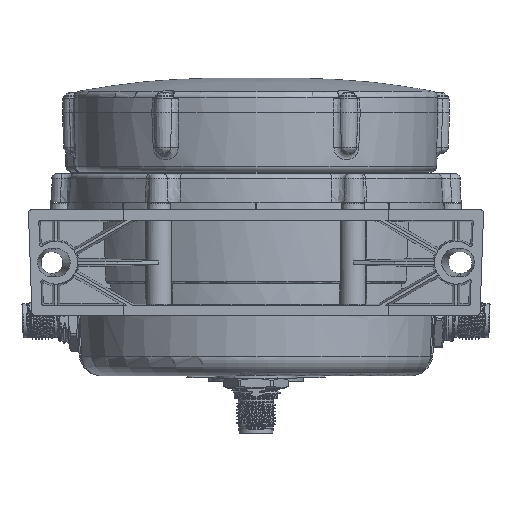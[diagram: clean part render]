
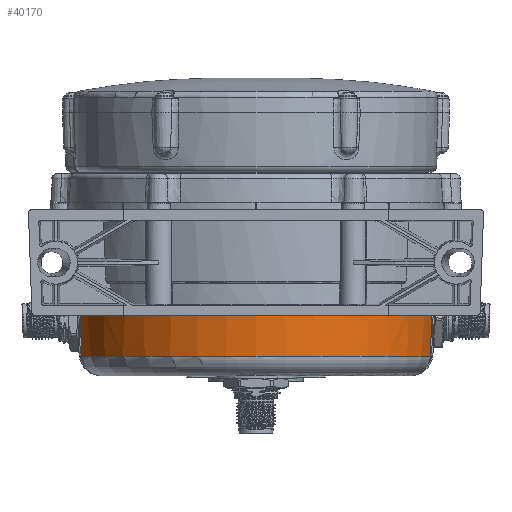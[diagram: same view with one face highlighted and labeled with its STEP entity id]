
A CAD part, front view. The second image highlights one B-rep face of the part: STEP entity #40170.
In plain terms, the highlighted conical face has half-angle 2 degrees and reference radius 56.425 mm.
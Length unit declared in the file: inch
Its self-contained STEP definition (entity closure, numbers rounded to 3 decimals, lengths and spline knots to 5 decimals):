
#336=(
BOUNDED_CURVE()
B_SPLINE_CURVE(2,(#80225,#80226,#80227),.UNSPECIFIED.,.F.,.F.)
B_SPLINE_CURVE_WITH_KNOTS((3,3),(-3.19972,-2.29215),
 .UNSPECIFIED.)
CURVE()
GEOMETRIC_REPRESENTATION_ITEM()
RATIONAL_B_SPLINE_CURVE((1.,1.,1.))
REPRESENTATION_ITEM('')
);
#337=(
BOUNDED_CURVE()
B_SPLINE_CURVE(2,(#80433,#80434,#80435),.UNSPECIFIED.,.F.,.F.)
B_SPLINE_CURVE_WITH_KNOTS((3,3),(-2.38338,-1.47581),
 .UNSPECIFIED.)
CURVE()
GEOMETRIC_REPRESENTATION_ITEM()
RATIONAL_B_SPLINE_CURVE((1.,1.,1.))
REPRESENTATION_ITEM('')
);
#338=(
BOUNDED_CURVE()
B_SPLINE_CURVE(2,(#81518,#81519,#81520),.UNSPECIFIED.,.F.,.F.)
B_SPLINE_CURVE_WITH_KNOTS((3,3),(1.87961,4.15234),
 .UNSPECIFIED.)
CURVE()
GEOMETRIC_REPRESENTATION_ITEM()
RATIONAL_B_SPLINE_CURVE((1.,1.,1.))
REPRESENTATION_ITEM('')
);
#339=(
BOUNDED_CURVE()
B_SPLINE_CURVE(2,(#81523,#81524,#81525),.UNSPECIFIED.,.F.,.F.)
B_SPLINE_CURVE_WITH_KNOTS((3,3),(0.,2.27274),.UNSPECIFIED.)
CURVE()
GEOMETRIC_REPRESENTATION_ITEM()
RATIONAL_B_SPLINE_CURVE((1.,1.,1.))
REPRESENTATION_ITEM('')
);
#2230=CONICAL_SURFACE('',#42800,2.22147,0.035);
#2747=FACE_OUTER_BOUND('',#5053,.T.);
#5053=EDGE_LOOP('',(#27597,#27598,#27599,#27600,#27601,#27602,#27603,#27604,
#27605,#27606));
#7444=CIRCLE('',#42736,2.22398);
#7459=CIRCLE('',#42772,2.22398);
#7474=CIRCLE('',#42801,2.21047);
#7475=CIRCLE('',#42802,2.19295);
#9093=B_SPLINE_CURVE_WITH_KNOTS('',3,(#81491,#81492,#81493,#81494,#81495,
#81496,#81497,#81498,#81499,#81500,#81501,#81502),.UNSPECIFIED.,.F.,.F.,
(4,2,2,2,2,4),(-0.40011,-0.39823,-0.36166,
-0.32508,-0.29525,-0.26694),.UNSPECIFIED.);
#9094=B_SPLINE_CURVE_WITH_KNOTS('',3,(#81505,#81506,#81507,#81508,#81509,
#81510,#81511,#81512,#81513,#81514,#81515,#81516),.UNSPECIFIED.,.F.,.F.,
(4,2,2,2,2,4),(-0.26363,-0.23532,-0.2055,
-0.16892,-0.13234,-0.13047),.UNSPECIFIED.);
#16217=VERTEX_POINT('',#80222);
#16218=VERTEX_POINT('',#80224);
#16243=VERTEX_POINT('',#80431);
#16244=VERTEX_POINT('',#80432);
#16262=VERTEX_POINT('',#81155);
#16291=VERTEX_POINT('',#81243);
#16305=VERTEX_POINT('',#81490);
#16306=VERTEX_POINT('',#81503);
#16307=VERTEX_POINT('',#81517);
#16308=VERTEX_POINT('',#81521);
#20628=EDGE_CURVE('',#16218,#16217,#336,.T.);
#20657=EDGE_CURVE('',#16243,#16244,#337,.T.);
#20689=EDGE_CURVE('',#16262,#16243,#7444,.T.);
#20733=EDGE_CURVE('',#16217,#16291,#7459,.T.);
#20762=EDGE_CURVE('',#16305,#16244,#9093,.T.);
#20763=EDGE_CURVE('',#16305,#16306,#7474,.T.);
#20764=EDGE_CURVE('',#16218,#16306,#9094,.T.);
#20765=EDGE_CURVE('',#16291,#16307,#338,.T.);
#20766=EDGE_CURVE('',#16308,#16307,#7475,.T.);
#20767=EDGE_CURVE('',#16308,#16262,#339,.T.);
#27597=ORIENTED_EDGE('',*,*,#20689,.T.);
#27598=ORIENTED_EDGE('',*,*,#20657,.T.);
#27599=ORIENTED_EDGE('',*,*,#20762,.F.);
#27600=ORIENTED_EDGE('',*,*,#20763,.T.);
#27601=ORIENTED_EDGE('',*,*,#20764,.F.);
#27602=ORIENTED_EDGE('',*,*,#20628,.T.);
#27603=ORIENTED_EDGE('',*,*,#20733,.T.);
#27604=ORIENTED_EDGE('',*,*,#20765,.T.);
#27605=ORIENTED_EDGE('',*,*,#20766,.F.);
#27606=ORIENTED_EDGE('',*,*,#20767,.T.);
#40170=ADVANCED_FACE('',(#2747),#2230,.T.);
#42736=AXIS2_PLACEMENT_3D('',#81156,#46993,#46994);
#42772=AXIS2_PLACEMENT_3D('',#81244,#47088,#47089);
#42800=AXIS2_PLACEMENT_3D('',#81489,#47156,#47157);
#42801=AXIS2_PLACEMENT_3D('',#81504,#47158,#47159);
#42802=AXIS2_PLACEMENT_3D('',#81522,#47160,#47161);
#46993=DIRECTION('center_axis',(0.,0.,
-1.));
#46994=DIRECTION('ref_axis',(0.,1.,0.));
#47088=DIRECTION('center_axis',(0.,0.,
-1.));
#47089=DIRECTION('ref_axis',(0.,1.,0.));
#47156=DIRECTION('center_axis',(0.,0.,
1.));
#47157=DIRECTION('ref_axis',(0.,-1.,0.));
#47158=DIRECTION('center_axis',(0.,0.,
-1.));
#47159=DIRECTION('ref_axis',(0.,1.,0.));
#47160=DIRECTION('center_axis',(0.,0.,
-1.));
#47161=DIRECTION('ref_axis',(-1.,0.,0.));
#80222=CARTESIAN_POINT('',(-1.86601,-1.21,-1.365));
#80224=CARTESIAN_POINT('',(-1.85119,-1.21,-1.7207));
#80225=CARTESIAN_POINT('Ctrl Pts',(-1.85119,-1.21,-1.7207));
#80226=CARTESIAN_POINT('Ctrl Pts',(-1.85858,-1.21,
-1.54356));
#80227=CARTESIAN_POINT('Ctrl Pts',(-1.86601,-1.21,
-1.365));
#80431=CARTESIAN_POINT('',(1.86601,-1.21,-1.365));
#80432=CARTESIAN_POINT('',(1.85119,-1.21,-1.7207));
#80433=CARTESIAN_POINT('Ctrl Pts',(1.86601,-1.21,-1.365));
#80434=CARTESIAN_POINT('Ctrl Pts',(1.85858,-1.21,-1.54356));
#80435=CARTESIAN_POINT('Ctrl Pts',(1.85119,-1.21,-1.7207));
#81155=CARTESIAN_POINT('',(2.16705,-0.5,-1.365));
#81156=CARTESIAN_POINT('Origin',(0.,0.,
-1.365));
#81243=CARTESIAN_POINT('',(-2.16705,-0.5,-1.365));
#81244=CARTESIAN_POINT('Origin',(0.,0.,
-1.365));
#81489=CARTESIAN_POINT('Origin',(0.,0.,
-1.43686));
#81490=CARTESIAN_POINT('',(1.82903,-1.2413,-1.752));
#81491=CARTESIAN_POINT('Ctrl Pts',(1.82903,-1.2413,-1.752));
#81492=CARTESIAN_POINT('Ctrl Pts',(1.82917,-1.24109,-1.752));
#81493=CARTESIAN_POINT('Ctrl Pts',(1.82931,-1.24089,-1.752));
#81494=CARTESIAN_POINT('Ctrl Pts',(1.83214,-1.23672,-1.75192));
#81495=CARTESIAN_POINT('Ctrl Pts',(1.83505,-1.23245,-1.75104));
#81496=CARTESIAN_POINT('Ctrl Pts',(1.84049,-1.22453,-1.74748));
#81497=CARTESIAN_POINT('Ctrl Pts',(1.84303,-1.22087,-1.74481));
#81498=CARTESIAN_POINT('Ctrl Pts',(1.84675,-1.21562,-1.73894));
#81499=CARTESIAN_POINT('Ctrl Pts',(1.84829,-1.21348,-1.73559));
#81500=CARTESIAN_POINT('Ctrl Pts',(1.85041,-1.2107,-1.72832));
#81501=CARTESIAN_POINT('Ctrl Pts',(1.85104,-1.21,-1.72443));
#81502=CARTESIAN_POINT('Ctrl Pts',(1.85119,-1.21,-1.7207));
#81503=CARTESIAN_POINT('',(-1.82903,-1.2413,-1.752));
#81504=CARTESIAN_POINT('Origin',(0.,0.,
-1.752));
#81505=CARTESIAN_POINT('Ctrl Pts',(-1.85119,-1.21,-1.7207));
#81506=CARTESIAN_POINT('Ctrl Pts',(-1.85104,-1.21,-1.72443));
#81507=CARTESIAN_POINT('Ctrl Pts',(-1.85041,-1.2107,
-1.72832));
#81508=CARTESIAN_POINT('Ctrl Pts',(-1.84829,-1.21348,
-1.73559));
#81509=CARTESIAN_POINT('Ctrl Pts',(-1.84675,-1.21562,
-1.73894));
#81510=CARTESIAN_POINT('Ctrl Pts',(-1.84303,-1.22087,
-1.74481));
#81511=CARTESIAN_POINT('Ctrl Pts',(-1.84049,-1.22453,
-1.74748));
#81512=CARTESIAN_POINT('Ctrl Pts',(-1.83505,-1.23245,
-1.75104));
#81513=CARTESIAN_POINT('Ctrl Pts',(-1.83214,-1.23672,
-1.75192));
#81514=CARTESIAN_POINT('Ctrl Pts',(-1.82931,-1.24089,
-1.752));
#81515=CARTESIAN_POINT('Ctrl Pts',(-1.82917,-1.24109,-1.752));
#81516=CARTESIAN_POINT('Ctrl Pts',(-1.82903,-1.2413,-1.752));
#81517=CARTESIAN_POINT('',(-2.13519,-0.5,-2.25372));
#81518=CARTESIAN_POINT('Ctrl Pts',(-2.16705,-0.5,
-1.365));
#81519=CARTESIAN_POINT('Ctrl Pts',(-2.15101,-0.5,
-1.81265));
#81520=CARTESIAN_POINT('Ctrl Pts',(-2.13519,-0.5,
-2.25372));
#81521=CARTESIAN_POINT('',(2.13519,-0.5,-2.25372));
#81522=CARTESIAN_POINT('Origin',(0.,0.,
-2.25372));
#81523=CARTESIAN_POINT('Ctrl Pts',(2.13519,-0.5,
-2.25372));
#81524=CARTESIAN_POINT('Ctrl Pts',(2.15101,-0.5,
-1.81265));
#81525=CARTESIAN_POINT('Ctrl Pts',(2.16705,-0.5,
-1.365));
